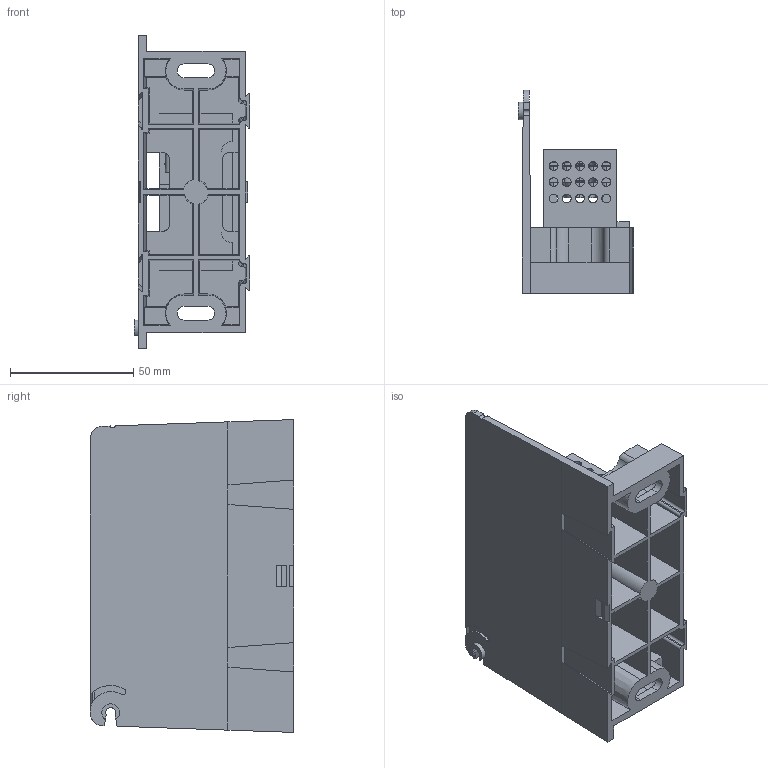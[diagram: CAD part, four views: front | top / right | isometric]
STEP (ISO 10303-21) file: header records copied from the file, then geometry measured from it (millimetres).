
FILE_DESCRIPTION (( 'STEP AP214' ), '1' );
FILE_NAME ('701966revA-ADDER.STEP', '2015-06-18T14:48:01', ( '' ), ( '' ), 'SwSTEP 2.0', 'SolidWorks 2014', '' );
FILE_SCHEMA (( 'AUTOMOTIVE_DESIGN' ));
Length unit declared in the file: inch
Products named in the file (1): 701966revA-ADDER
Bounding box: 46.93 x 82.55 x 127.01 mm (x, y, z)
Surface area: 59562.6 mm2 (no closed solid volume)
Topology: 0 solids, 35 shells, 539 faces, 1758 edges, 1187 vertices
Faces by surface type: plane 222, cylinder 167, cone 147, bspline 3
Entity records: 34763 total; most frequent: CARTESIAN_POINT 13444, ORIENTED_EDGE 2978, DIRECTION 2651, EDGE_CURVE 1730, VERTEX_POINT 1186, AXIS2_PLACEMENT_3D 899, VECTOR 853, LINE 853
